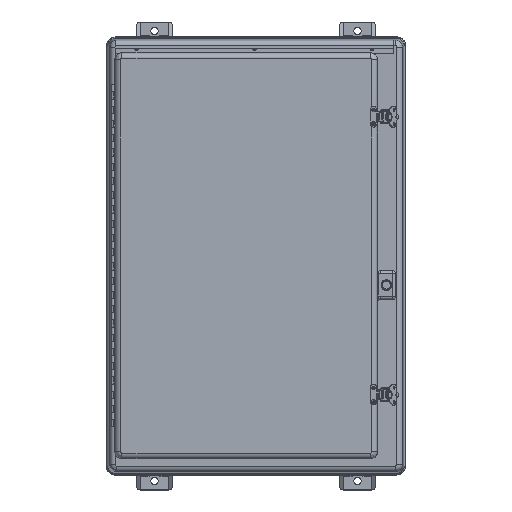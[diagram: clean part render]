
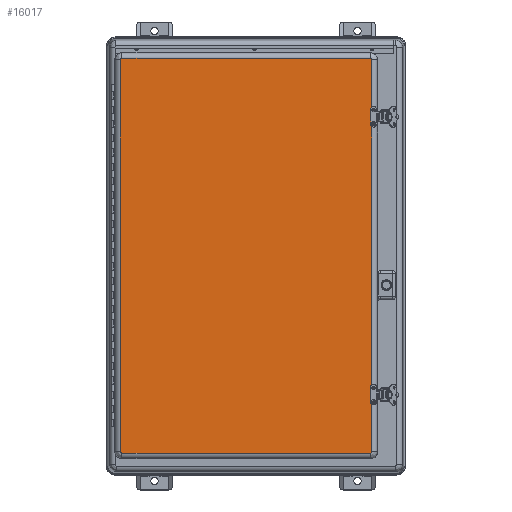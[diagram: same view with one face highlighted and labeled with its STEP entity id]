
A CAD part, top view. The second image highlights one B-rep face of the part: STEP entity #16017.
In plain terms, the highlighted planar face has unit normal (0, 0, 1).
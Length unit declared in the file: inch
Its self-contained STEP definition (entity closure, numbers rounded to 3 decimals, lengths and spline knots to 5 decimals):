
#831=PLANE($,#17825);
#2017=LINE($,#31595,#3236);
#2019=LINE($,#31600,#3238);
#2020=LINE($,#31633,#3239);
#2023=LINE($,#31640,#3242);
#3236=VECTOR($,#22519,17.4375);
#3238=VECTOR($,#22525,27.5);
#3239=VECTOR($,#22542,27.5);
#3242=VECTOR($,#22549,17.4375);
#4649=FACE_OUTER_BOUND($,#5913,.T.);
#5913=EDGE_LOOP($,(#14652,#14653,#14654,#14655,#14656,#14657,#14658,#14659));
#6697=CIRCLE($,#17802,0.10404);
#6703=CIRCLE($,#17810,0.10404);
#6707=CIRCLE($,#17814,0.10404);
#6711=CIRCLE($,#17820,0.10404);
#8141=VERTEX_POINT($,#31585);
#8142=VERTEX_POINT($,#31587);
#8144=VERTEX_POINT($,#31593);
#8145=VERTEX_POINT($,#31598);
#8147=VERTEX_POINT($,#31611);
#8148=VERTEX_POINT($,#31624);
#8151=VERTEX_POINT($,#31631);
#8152=VERTEX_POINT($,#31636);
#10304=EDGE_CURVE($,#8141,#8142,#6697,.T.);
#10308=EDGE_CURVE($,#8144,#8141,#2017,.T.);
#10311=EDGE_CURVE($,#8142,#8145,#2019,.T.);
#10313=EDGE_CURVE($,#8147,#8144,#6703,.T.);
#10317=EDGE_CURVE($,#8145,#8148,#6707,.T.);
#10319=EDGE_CURVE($,#8151,#8147,#2020,.T.);
#10323=EDGE_CURVE($,#8148,#8152,#2023,.T.);
#10325=EDGE_CURVE($,#8152,#8151,#6711,.T.);
#14652=ORIENTED_EDGE($,*,*,#10304,.F.);
#14653=ORIENTED_EDGE($,*,*,#10308,.F.);
#14654=ORIENTED_EDGE($,*,*,#10313,.F.);
#14655=ORIENTED_EDGE($,*,*,#10319,.F.);
#14656=ORIENTED_EDGE($,*,*,#10325,.F.);
#14657=ORIENTED_EDGE($,*,*,#10323,.F.);
#14658=ORIENTED_EDGE($,*,*,#10317,.F.);
#14659=ORIENTED_EDGE($,*,*,#10311,.F.);
#16017=ADVANCED_FACE($,(#4649),#831,.T.);
#17802=AXIS2_PLACEMENT_3D($,#31588,#22509,#22510);
#17810=AXIS2_PLACEMENT_3D($,#31613,#22528,#22529);
#17814=AXIS2_PLACEMENT_3D($,#31628,#22536,#22537);
#17820=AXIS2_PLACEMENT_3D($,#31651,#22552,#22553);
#17825=AXIS2_PLACEMENT_3D($,#31660,#22566,#22567);
#22509=DIRECTION('center_axis',(0.,0.,-1.));
#22510=DIRECTION('ref_axis',(0.707,0.707,0.));
#22519=DIRECTION($,(1.,0.,0.));
#22525=DIRECTION($,(0.,-1.,0.));
#22528=DIRECTION('center_axis',(0.,0.,-1.));
#22529=DIRECTION('ref_axis',(-0.707,0.707,0.));
#22536=DIRECTION('center_axis',(0.,0.,-1.));
#22537=DIRECTION('ref_axis',(0.707,-0.707,0.));
#22542=DIRECTION($,(0.,1.,0.));
#22549=DIRECTION($,(-1.,0.,0.));
#22552=DIRECTION('center_axis',(0.,0.,-1.));
#22553=DIRECTION('ref_axis',(-0.707,-0.707,0.));
#22566=DIRECTION('center_axis',(0.,0.,1.));
#22567=DIRECTION('ref_axis',(1.,0.,0.));
#31585=CARTESIAN_POINT('',(8.71875,13.85404,0.96875));
#31587=CARTESIAN_POINT('',(8.82279,13.75,0.96875));
#31588=CARTESIAN_POINT('Origin',(8.71875,13.75,0.96875));
#31593=CARTESIAN_POINT('',(-8.71875,13.85404,0.96875));
#31595=CARTESIAN_POINT($,(-8.71875,13.85404,0.96875));
#31598=CARTESIAN_POINT('',(8.82279,-13.75,0.96875));
#31600=CARTESIAN_POINT($,(8.82279,13.75,0.96875));
#31611=CARTESIAN_POINT('',(-8.82279,13.75,0.96875));
#31613=CARTESIAN_POINT('Origin',(-8.71875,13.75,0.96875));
#31624=CARTESIAN_POINT('',(8.71875,-13.85404,0.96875));
#31628=CARTESIAN_POINT('Origin',(8.71875,-13.75,0.96875));
#31631=CARTESIAN_POINT('',(-8.82279,-13.75,0.96875));
#31633=CARTESIAN_POINT($,(-8.82279,-13.75,0.96875));
#31636=CARTESIAN_POINT('',(-8.71875,-13.85404,0.96875));
#31640=CARTESIAN_POINT($,(8.71875,-13.85404,0.96875));
#31651=CARTESIAN_POINT('Origin',(-8.71875,-13.75,0.96875));
#31660=CARTESIAN_POINT('Origin',(0.,0.,0.96875));
